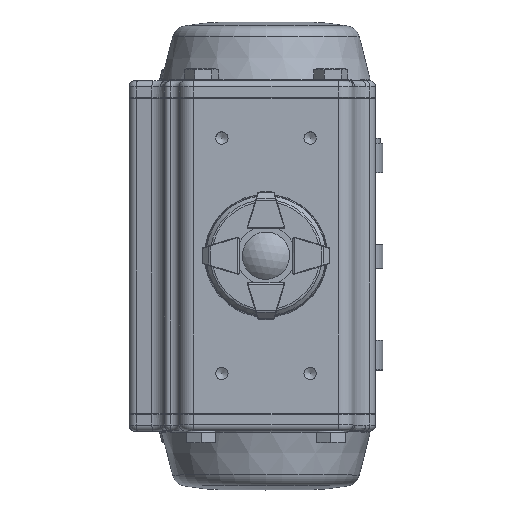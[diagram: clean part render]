
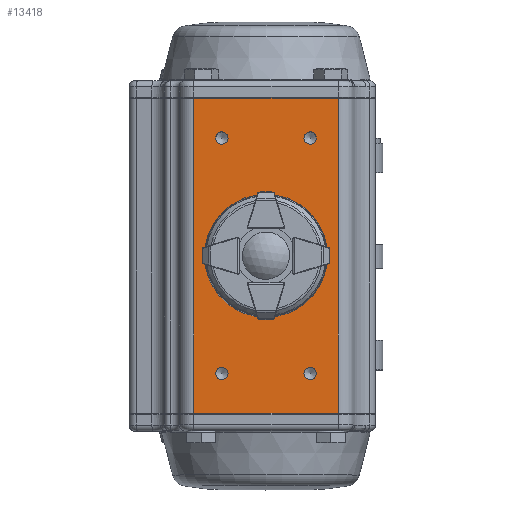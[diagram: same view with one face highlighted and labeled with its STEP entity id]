
A CAD part, top view. The second image highlights one B-rep face of the part: STEP entity #13418.
In plain terms, the highlighted face is planar.
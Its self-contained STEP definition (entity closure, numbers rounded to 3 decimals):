
#590=PLANE('',#15162);
#1297=CIRCLE('',#15021,2.1);
#1299=CIRCLE('',#15025,2.1);
#1301=CIRCLE('',#15029,2.1);
#1303=CIRCLE('',#15033,2.1);
#1305=CIRCLE('',#15036,12.45);
#3418=ORIENTED_EDGE('',*,*,#6380,.F.);
#3419=ORIENTED_EDGE('',*,*,#6475,.F.);
#3420=ORIENTED_EDGE('',*,*,#6442,.T.);
#3421=ORIENTED_EDGE('',*,*,#6476,.T.);
#3422=ORIENTED_EDGE('',*,*,#6337,.T.);
#3423=ORIENTED_EDGE('',*,*,#6335,.F.);
#3424=ORIENTED_EDGE('',*,*,#6333,.F.);
#3425=ORIENTED_EDGE('',*,*,#6331,.F.);
#3426=ORIENTED_EDGE('',*,*,#6329,.F.);
#6329=EDGE_CURVE('',#8116,#8116,#1297,.T.);
#6331=EDGE_CURVE('',#8119,#8119,#1299,.T.);
#6333=EDGE_CURVE('',#8122,#8122,#1301,.T.);
#6335=EDGE_CURVE('',#8125,#8125,#1303,.T.);
#6337=EDGE_CURVE('',#8127,#8127,#1305,.T.);
#6380=EDGE_CURVE('',#8159,#8160,#9197,.T.);
#6442=EDGE_CURVE('',#8222,#8221,#9223,.T.);
#6475=EDGE_CURVE('',#8222,#8159,#9239,.T.);
#6476=EDGE_CURVE('',#8221,#8160,#9240,.T.);
#8116=VERTEX_POINT('',#22088);
#8119=VERTEX_POINT('',#22095);
#8122=VERTEX_POINT('',#22102);
#8125=VERTEX_POINT('',#22109);
#8127=VERTEX_POINT('',#22114);
#8159=VERTEX_POINT('',#22200);
#8160=VERTEX_POINT('',#22202);
#8221=VERTEX_POINT('',#22325);
#8222=VERTEX_POINT('',#22327);
#9197=LINE('',#22201,#10050);
#9223=LINE('',#22326,#10076);
#9239=LINE('',#22391,#10092);
#9240=LINE('',#22393,#10093);
#10050=VECTOR('',#17664,1000.);
#10076=VECTOR('',#17764,1000.);
#10092=VECTOR('',#17822,1000.);
#10093=VECTOR('',#17825,1000.);
#11088=EDGE_LOOP('',(#3418,#3419,#3420,#3421));
#11089=EDGE_LOOP('',(#3422));
#11090=EDGE_LOOP('',(#3423));
#11091=EDGE_LOOP('',(#3424));
#11092=EDGE_LOOP('',(#3425));
#11093=EDGE_LOOP('',(#3426));
#12200=FACE_BOUND('',#11088,.T.);
#12201=FACE_BOUND('',#11089,.T.);
#12202=FACE_BOUND('',#11090,.T.);
#12203=FACE_BOUND('',#11091,.T.);
#12204=FACE_BOUND('',#11092,.T.);
#12205=FACE_BOUND('',#11093,.T.);
#13418=ADVANCED_FACE('',(#12200,#12201,#12202,#12203,#12204,#12205),#590,
 .T.);
#15021=AXIS2_PLACEMENT_3D('',#22087,#17549,#17550);
#15025=AXIS2_PLACEMENT_3D('',#22094,#17557,#17558);
#15029=AXIS2_PLACEMENT_3D('',#22101,#17565,#17566);
#15033=AXIS2_PLACEMENT_3D('',#22108,#17573,#17574);
#15036=AXIS2_PLACEMENT_3D('',#22113,#17579,#17580);
#15162=AXIS2_PLACEMENT_3D('',#22529,#17966,#17967);
#17549=DIRECTION('',(0.,1.,0.));
#17550=DIRECTION('',(0.,0.,1.));
#17557=DIRECTION('',(0.,1.,0.));
#17558=DIRECTION('',(0.,0.,1.));
#17565=DIRECTION('',(0.,1.,0.));
#17566=DIRECTION('',(0.,0.,1.));
#17573=DIRECTION('',(0.,1.,0.));
#17574=DIRECTION('',(0.,0.,1.));
#17579=DIRECTION('',(0.,-1.,0.));
#17580=DIRECTION('',(0.,0.,1.));
#17664=DIRECTION('',(1.,0.,0.));
#17764=DIRECTION('',(1.,0.,0.));
#17822=DIRECTION('',(0.,0.,-1.));
#17825=DIRECTION('',(0.,0.,-1.));
#17966=DIRECTION('',(0.,1.,0.));
#17967=DIRECTION('',(1.,0.,0.));
#22087=CARTESIAN_POINT('',(-15.,42.35,40.));
#22088=CARTESIAN_POINT('',(-15.,42.35,42.1));
#22094=CARTESIAN_POINT('',(15.,42.35,40.));
#22095=CARTESIAN_POINT('',(15.,42.35,42.1));
#22101=CARTESIAN_POINT('',(15.,42.35,-40.));
#22102=CARTESIAN_POINT('',(15.,42.35,-37.9));
#22108=CARTESIAN_POINT('',(-15.,42.35,-40.));
#22109=CARTESIAN_POINT('',(-15.,42.35,-37.9));
#22113=CARTESIAN_POINT('',(0.,42.35,0.));
#22114=CARTESIAN_POINT('',(0.,42.35,12.45));
#22200=CARTESIAN_POINT('',(-24.5,42.35,-53.5));
#22201=CARTESIAN_POINT('',(-24.5,42.35,-53.5));
#22202=CARTESIAN_POINT('',(24.5,42.35,-53.5));
#22325=CARTESIAN_POINT('',(24.5,42.35,53.5));
#22326=CARTESIAN_POINT('',(-24.5,42.35,53.5));
#22327=CARTESIAN_POINT('',(-24.5,42.35,53.5));
#22391=CARTESIAN_POINT('',(-24.5,42.35,53.5));
#22393=CARTESIAN_POINT('',(24.5,42.35,53.5));
#22529=CARTESIAN_POINT('',(-24.5,42.35,53.5));
